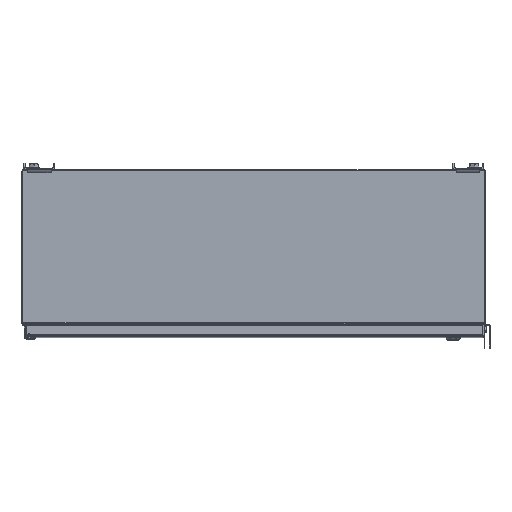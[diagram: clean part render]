
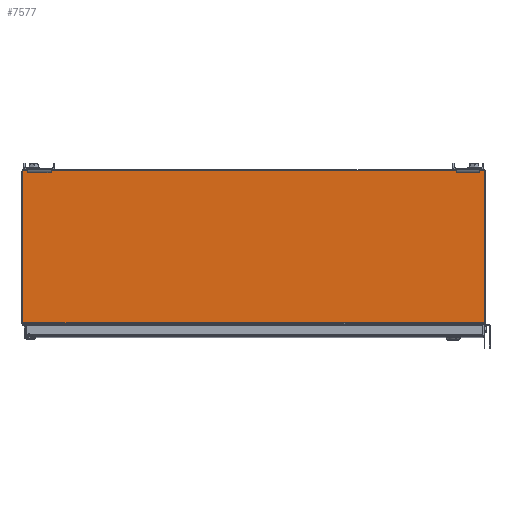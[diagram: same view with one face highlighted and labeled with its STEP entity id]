
A CAD part, top view. The second image highlights one B-rep face of the part: STEP entity #7577.
In plain terms, the highlighted planar face has unit normal (0, 0, 1).
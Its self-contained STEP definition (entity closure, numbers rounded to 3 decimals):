
#7577 = ADVANCED_FACE( '', ( #15742 ), #15743, .T. );
#15742 = FACE_OUTER_BOUND( '', #43443, .T. );
#15743 = PLANE( '', #43444 );
#43443 = EDGE_LOOP( '', ( #77642, #77643, #77644, #77645 ) );
#43444 = AXIS2_PLACEMENT_3D( '', #77646, #77647, #77648 );
#77642 = ORIENTED_EDGE( '', *, *, #95948, .T. );
#77643 = ORIENTED_EDGE( '', *, *, #92600, .T. );
#77644 = ORIENTED_EDGE( '', *, *, #93297, .T. );
#77645 = ORIENTED_EDGE( '', *, *, #95949, .T. );
#77646 = CARTESIAN_POINT( '', ( 0., 0., 0. ) );
#77647 = DIRECTION( '', ( 0., 0., 1. ) );
#77648 = DIRECTION( '', ( 1., 0., 0. ) );
#92600 = EDGE_CURVE( '', #104435, #104444, #104446, .T. );
#93297 = EDGE_CURVE( '', #104444, #105522, #105524, .T. );
#95948 = EDGE_CURVE( '', #109181, #104435, #109182, .T. );
#95949 = EDGE_CURVE( '', #105522, #109181, #109183, .T. );
#104435 = VERTEX_POINT( '', #127996 );
#104444 = VERTEX_POINT( '', #128019 );
#104446 = LINE( '', #128021, #128022 );
#105522 = VERTEX_POINT( '', #130919 );
#105524 = LINE( '', #130922, #130923 );
#109181 = VERTEX_POINT( '', #140147 );
#109182 = LINE( '', #140148, #140149 );
#109183 = LINE( '', #140150, #140151 );
#127996 = CARTESIAN_POINT( '', ( -379.476, -123.901, 0. ) );
#128019 = CARTESIAN_POINT( '', ( 379.476, -123.901, 0. ) );
#128021 = CARTESIAN_POINT( '', ( -379.476, -123.901, 0. ) );
#128022 = VECTOR( '', #148908, 1000. );
#130919 = CARTESIAN_POINT( '', ( 379.476, 126.238, 0. ) );
#130922 = CARTESIAN_POINT( '', ( 379.476, -126.238, 0. ) );
#130923 = VECTOR( '', #149435, 1000. );
#140147 = CARTESIAN_POINT( '', ( -379.476, 126.238, 0. ) );
#140148 = CARTESIAN_POINT( '', ( -379.476, 126.238, 0. ) );
#140149 = VECTOR( '', #151029, 1000. );
#140150 = CARTESIAN_POINT( '', ( 379.476, 126.238, 0. ) );
#140151 = VECTOR( '', #151030, 1000. );
#148908 = DIRECTION( '', ( 1., 0., 0. ) );
#149435 = DIRECTION( '', ( 0., 1., 0. ) );
#151029 = DIRECTION( '', ( 0., -1., 0. ) );
#151030 = DIRECTION( '', ( -1., 0., 0. ) );
